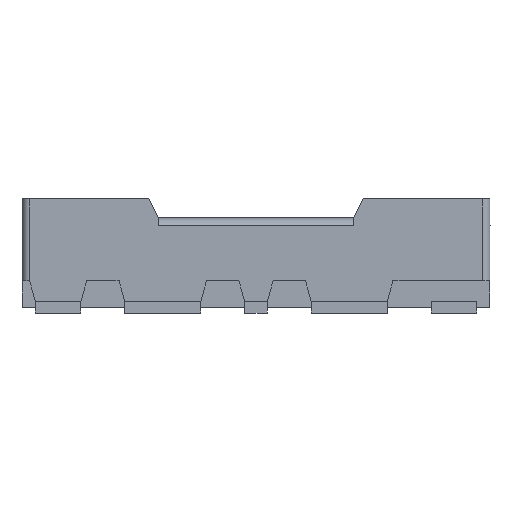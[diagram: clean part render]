
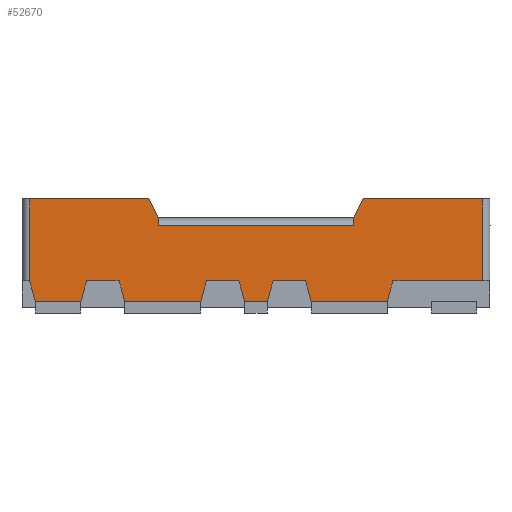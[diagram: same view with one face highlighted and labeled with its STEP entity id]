
A CAD part, front view. The second image highlights one B-rep face of the part: STEP entity #52670.
In plain terms, the highlighted planar face has unit normal (0, -1, 0).
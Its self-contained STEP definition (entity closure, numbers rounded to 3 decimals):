
#13360=CARTESIAN_POINT('',(-0.917,-0.745,
0.06));
#13370=VERTEX_POINT('',#13360);
#14540=CARTESIAN_POINT('',(-1.157,-0.745,
0.06));
#14550=VERTEX_POINT('',#14540);
#18100=CARTESIAN_POINT('',(-0.562,-0.745,
0.6));
#18110=VERTEX_POINT('',#18100);
#18140=CARTESIAN_POINT('',(-0.217,-0.745,
0.6));
#18150=DIRECTION('',(1.,0.,0.));
#18160=VECTOR('',#18150,1.);
#18170=LINE('',#18140,#18160);
#18180=CARTESIAN_POINT('',(-1.187,-0.745,
0.6));
#18190=VERTEX_POINT('',#18180);
#18200=EDGE_CURVE('',#18190,#18110,#18170,.T.);
#40090=CARTESIAN_POINT('',(1.193,-0.745,
0.6));
#40100=VERTEX_POINT('',#40090);
#40130=CARTESIAN_POINT('',(-0.217,-0.745,
0.6));
#40140=DIRECTION('',(-1.,-0.,0.));
#40150=VECTOR('',#40140,1.);
#40160=LINE('',#40130,#40150);
#40170=CARTESIAN_POINT('',(0.568,-0.745,
0.6));
#40180=VERTEX_POINT('',#40170);
#40190=EDGE_CURVE('',#40100,#40180,#40160,.T.);
#50090=CARTESIAN_POINT('',(-0.217,-0.745,
0.46));
#50100=DIRECTION('',(-1.,-0.,0.));
#50110=VECTOR('',#50100,1.);
#50120=LINE('',#50090,#50110);
#50130=CARTESIAN_POINT('',(0.518,-0.745,
0.46));
#50140=VERTEX_POINT('',#50130);
#50150=CARTESIAN_POINT('',(-0.512,-0.745,
0.46));
#50160=VERTEX_POINT('',#50150);
#50170=EDGE_CURVE('',#50140,#50160,#50120,.T.);
#50510=CARTESIAN_POINT('',(0.518,-0.745,
0.5));
#50520=VERTEX_POINT('',#50510);
#50550=CARTESIAN_POINT('',(0.518,-0.745,
0.125));
#50560=DIRECTION('',(0.,0.,-1.));
#50570=VECTOR('',#50560,1.);
#50580=LINE('',#50550,#50570);
#50590=EDGE_CURVE('',#50520,#50140,#50580,.T.);
#50780=CARTESIAN_POINT('',(0.331,-0.745,
0.125));
#50790=DIRECTION('',(-0.447,0.,-0.894));
#50800=VECTOR('',#50790,1.);
#50810=LINE('',#50780,#50800);
#50820=EDGE_CURVE('',#40180,#50520,#50810,.T.);
#51030=CARTESIAN_POINT('',(-1.247,-0.745,
0.046));
#51040=DIRECTION('',(0.,-1.,0.));
#51050=DIRECTION('',(0.,0.,1.));
#51060=AXIS2_PLACEMENT_3D('',#51030,#51040,#51050);
#51070=PLANE('',#51060);
#51080=CARTESIAN_POINT('',(-0.704,-0.745,
0.125));
#51090=DIRECTION('',(0.263,0.,-0.965));
#51100=VECTOR('',#51090,1.);
#51110=LINE('',#51080,#51100);
#51120=CARTESIAN_POINT('',(-0.717,-0.745,
0.17));
#51130=VERTEX_POINT('',#51120);
#51140=CARTESIAN_POINT('',(-0.687,-0.745,
0.06));
#51150=VERTEX_POINT('',#51140);
#51160=EDGE_CURVE('',#51130,#51150,#51110,.T.);
#51170=ORIENTED_EDGE('',*,*,#51160,.T.);
#51180=CARTESIAN_POINT('',(-0.217,-0.745,
0.17));
#51190=DIRECTION('',(1.,0.,0.));
#51200=VECTOR('',#51190,1.);
#51210=LINE('',#51180,#51200);
#51220=CARTESIAN_POINT('',(-0.887,-0.745,
0.17));
#51230=VERTEX_POINT('',#51220);
#51240=EDGE_CURVE('',#51230,#51130,#51210,.T.);
#51250=ORIENTED_EDGE('',*,*,#51240,.T.);
#51260=CARTESIAN_POINT('',(-0.899,-0.745,
0.125));
#51270=DIRECTION('',(0.263,0.,0.965));
#51280=VECTOR('',#51270,1.);
#51290=LINE('',#51260,#51280);
#51300=EDGE_CURVE('',#13370,#51230,#51290,.T.);
#51310=ORIENTED_EDGE('',*,*,#51300,.T.);
#51320=CARTESIAN_POINT('',(-0.217,-0.745,
0.06));
#51330=DIRECTION('',(1.,0.,0.));
#51340=VECTOR('',#51330,1.);
#51350=LINE('',#51320,#51340);
#51360=EDGE_CURVE('',#14550,#13370,#51350,.T.);
#51370=ORIENTED_EDGE('',*,*,#51360,.T.);
#51380=CARTESIAN_POINT('',(-1.174,-0.745,
0.125));
#51390=DIRECTION('',(0.263,0.,-0.965));
#51400=VECTOR('',#51390,1.);
#51410=LINE('',#51380,#51400);
#51420=CARTESIAN_POINT('',(-1.187,-0.745,
0.17));
#51430=VERTEX_POINT('',#51420);
#51440=EDGE_CURVE('',#51430,#14550,#51410,.T.);
#51450=ORIENTED_EDGE('',*,*,#51440,.T.);
#51460=CARTESIAN_POINT('',(-1.187,-0.745,
0.17));
#51470=DIRECTION('',(0.,0.,1.));
#51480=VECTOR('',#51470,1.);
#51490=LINE('',#51460,#51480);
#51500=EDGE_CURVE('',#51430,#18190,#51490,.T.);
#51510=ORIENTED_EDGE('',*,*,#51500,.F.);
#51520=ORIENTED_EDGE('',*,*,#18200,.F.);
#51530=CARTESIAN_POINT('',(-0.324,-0.745,
0.125));
#51540=DIRECTION('',(-0.447,-0.,0.894));
#51550=VECTOR('',#51540,1.);
#51560=LINE('',#51530,#51550);
#51570=CARTESIAN_POINT('',(-0.512,-0.745,
0.5));
#51580=VERTEX_POINT('',#51570);
#51590=EDGE_CURVE('',#51580,#18110,#51560,.T.);
#51600=ORIENTED_EDGE('',*,*,#51590,.T.);
#51610=CARTESIAN_POINT('',(-0.512,-0.745,
0.125));
#51620=DIRECTION('',(0.,0.,1.));
#51630=VECTOR('',#51620,1.);
#51640=LINE('',#51610,#51630);
#51650=EDGE_CURVE('',#50160,#51580,#51640,.T.);
#51660=ORIENTED_EDGE('',*,*,#51650,.T.);
#51670=ORIENTED_EDGE('',*,*,#50170,.T.);
#51680=ORIENTED_EDGE('',*,*,#50590,.T.);
#51690=ORIENTED_EDGE('',*,*,#50820,.T.);
#51700=ORIENTED_EDGE('',*,*,#40190,.T.);
#51710=CARTESIAN_POINT('',(1.193,-0.745,
0.6));
#51720=DIRECTION('',(0.,0.,-1.));
#51730=VECTOR('',#51720,1.);
#51740=LINE('',#51710,#51730);
#51750=CARTESIAN_POINT('',(1.193,-0.745,
0.17));
#51760=VERTEX_POINT('',#51750);
#51770=EDGE_CURVE('',#40100,#51760,#51740,.T.);
#51780=ORIENTED_EDGE('',*,*,#51770,.F.);
#51790=CARTESIAN_POINT('',(-0.217,-0.745,
0.17));
#51800=DIRECTION('',(1.,0.,0.));
#51810=VECTOR('',#51800,1.);
#51820=LINE('',#51790,#51810);
#51830=CARTESIAN_POINT('',(0.723,-0.745,
0.17));
#51840=VERTEX_POINT('',#51830);
#51850=EDGE_CURVE('',#51840,#51760,#51820,.T.);
#51860=ORIENTED_EDGE('',*,*,#51850,.T.);
#51870=CARTESIAN_POINT('',(0.711,-0.745,
0.125));
#51880=DIRECTION('',(0.263,0.,0.965));
#51890=VECTOR('',#51880,1.);
#51900=LINE('',#51870,#51890);
#51910=CARTESIAN_POINT('',(0.693,-0.745,
0.06));
#51920=VERTEX_POINT('',#51910);
#51930=EDGE_CURVE('',#51920,#51840,#51900,.T.);
#51940=ORIENTED_EDGE('',*,*,#51930,.T.);
#51950=CARTESIAN_POINT('',(-0.217,-0.745,
0.06));
#51960=DIRECTION('',(1.,0.,0.));
#51970=VECTOR('',#51960,1.);
#51980=LINE('',#51950,#51970);
#51990=CARTESIAN_POINT('',(0.293,-0.745,
0.06));
#52000=VERTEX_POINT('',#51990);
#52010=EDGE_CURVE('',#52000,#51920,#51980,.T.);
#52020=ORIENTED_EDGE('',*,*,#52010,.T.);
#52030=CARTESIAN_POINT('',(0.276,-0.745,
0.125));
#52040=DIRECTION('',(0.263,0.,-0.965));
#52050=VECTOR('',#52040,1.);
#52060=LINE('',#52030,#52050);
#52070=CARTESIAN_POINT('',(0.263,-0.745,
0.17));
#52080=VERTEX_POINT('',#52070);
#52090=EDGE_CURVE('',#52080,#52000,#52060,.T.);
#52100=ORIENTED_EDGE('',*,*,#52090,.T.);
#52110=CARTESIAN_POINT('',(-0.217,-0.745,
0.17));
#52120=DIRECTION('',(-1.,0.,-0.));
#52130=VECTOR('',#52120,1.);
#52140=LINE('',#52110,#52130);
#52150=CARTESIAN_POINT('',(0.093,-0.745,
0.17));
#52160=VERTEX_POINT('',#52150);
#52170=EDGE_CURVE('',#52080,#52160,#52140,.T.);
#52180=ORIENTED_EDGE('',*,*,#52170,.F.);
#52190=CARTESIAN_POINT('',(0.081,-0.745,
0.125));
#52200=DIRECTION('',(0.263,0.,0.965));
#52210=VECTOR('',#52200,1.);
#52220=LINE('',#52190,#52210);
#52230=CARTESIAN_POINT('',(0.063,-0.745,
0.06));
#52240=VERTEX_POINT('',#52230);
#52250=EDGE_CURVE('',#52240,#52160,#52220,.T.);
#52260=ORIENTED_EDGE('',*,*,#52250,.T.);
#52270=CARTESIAN_POINT('',(-0.217,-0.745,
0.06));
#52280=DIRECTION('',(-1.,-0.,0.));
#52290=VECTOR('',#52280,1.);
#52300=LINE('',#52270,#52290);
#52310=CARTESIAN_POINT('',(-0.057,-0.745,
0.06));
#52320=VERTEX_POINT('',#52310);
#52330=EDGE_CURVE('',#52240,#52320,#52300,.T.);
#52340=ORIENTED_EDGE('',*,*,#52330,.F.);
#52350=CARTESIAN_POINT('',(-0.074,-0.745,
0.125));
#52360=DIRECTION('',(0.263,0.,-0.965));
#52370=VECTOR('',#52360,1.);
#52380=LINE('',#52350,#52370);
#52390=CARTESIAN_POINT('',(-0.087,-0.745,
0.17));
#52400=VERTEX_POINT('',#52390);
#52410=EDGE_CURVE('',#52400,#52320,#52380,.T.);
#52420=ORIENTED_EDGE('',*,*,#52410,.T.);
#52430=CARTESIAN_POINT('',(-0.217,-0.745,
0.17));
#52440=DIRECTION('',(1.,0.,0.));
#52450=VECTOR('',#52440,1.);
#52460=LINE('',#52430,#52450);
#52470=CARTESIAN_POINT('',(-0.257,-0.745,
0.17));
#52480=VERTEX_POINT('',#52470);
#52490=EDGE_CURVE('',#52480,#52400,#52460,.T.);
#52500=ORIENTED_EDGE('',*,*,#52490,.T.);
#52510=CARTESIAN_POINT('',(-0.269,-0.745,
0.125));
#52520=DIRECTION('',(0.263,0.,0.965));
#52530=VECTOR('',#52520,1.);
#52540=LINE('',#52510,#52530);
#52550=CARTESIAN_POINT('',(-0.287,-0.745,
0.06));
#52560=VERTEX_POINT('',#52550);
#52570=EDGE_CURVE('',#52560,#52480,#52540,.T.);
#52580=ORIENTED_EDGE('',*,*,#52570,.T.);
#52590=CARTESIAN_POINT('',(-0.217,-0.745,
0.06));
#52600=DIRECTION('',(1.,0.,0.));
#52610=VECTOR('',#52600,1.);
#52620=LINE('',#52590,#52610);
#52630=EDGE_CURVE('',#51150,#52560,#52620,.T.);
#52640=ORIENTED_EDGE('',*,*,#52630,.T.);
#52650=EDGE_LOOP('',(#52640,#52580,#52500,#52420,#52340,#52260,#52180,
#52100,#52020,#51940,#51860,#51780,#51700,#51690,#51680,#51670,#51660,
#51600,#51520,#51510,#51450,#51370,#51310,#51250,#51170));
#52660=FACE_OUTER_BOUND('',#52650,.T.);
#52670=ADVANCED_FACE('',(#52660),#51070,.T.);
